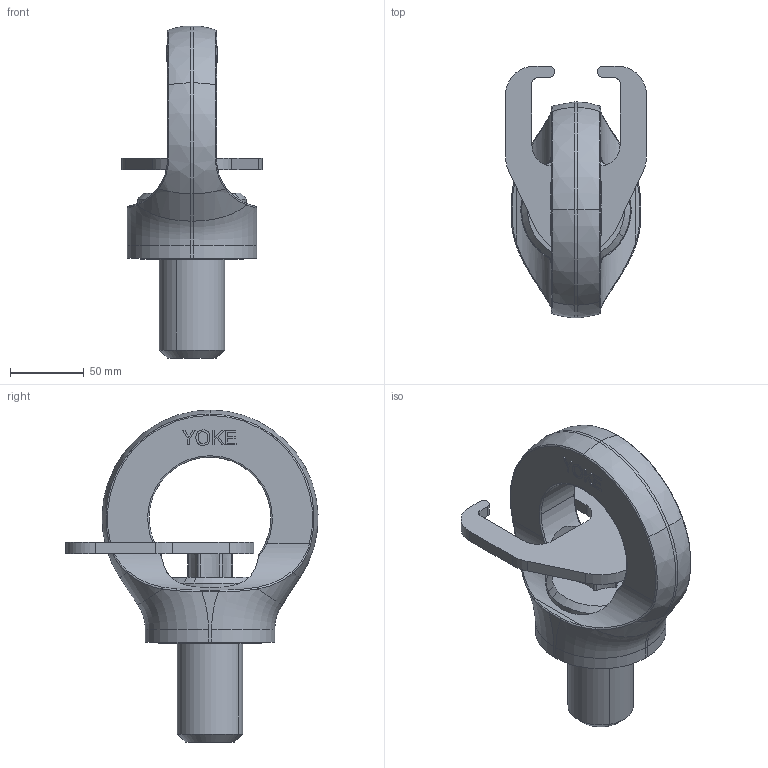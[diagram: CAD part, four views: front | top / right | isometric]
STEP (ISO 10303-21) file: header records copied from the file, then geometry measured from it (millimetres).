
FILE_DESCRIPTION(('CATIA V5 STEP Exchange'),'2;1');
FILE_NAME('8-292K-090.stp','2016-02-16T01:31:41+00:00',('none'),('none'),'CATIA Version 5 Release 21 GA (IN-10)','CATIA V5 STEP AP203','none');
FILE_SCHEMA(('CONFIG_CONTROL_DESIGN'));
Length unit declared in the file: millimetre
Products named in the file (1): 8-292K-090
Bounding box: 96 x 171.46 x 225.86 mm (x, y, z)
Volume: 735978 mm3; surface area: 96075.8 mm2
Topology: 1 solids, 8 shells, 413 faces, 1109 edges, 726 vertices
Faces by surface type: plane 299, cylinder 42, bspline 20, torus 17, extrusion 14, cone 13, revolution 8
Entity records: 13839 total; most frequent: CARTESIAN_POINT 4015, ORIENTED_EDGE 2218, DIRECTION 1630, EDGE_CURVE 1109, VECTOR 864, LINE 850, VERTEX_POINT 726, AXIS2_PLACEMENT_3D 446
